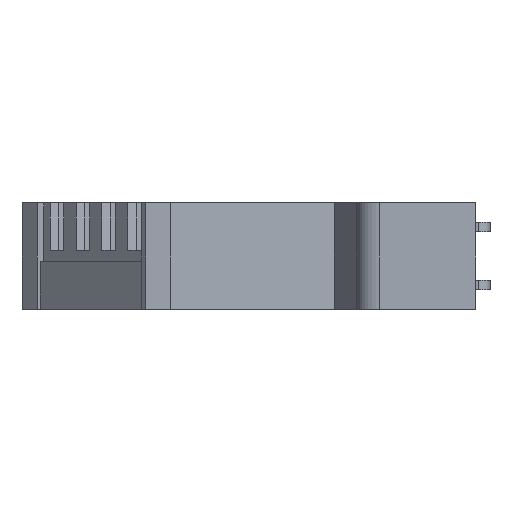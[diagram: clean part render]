
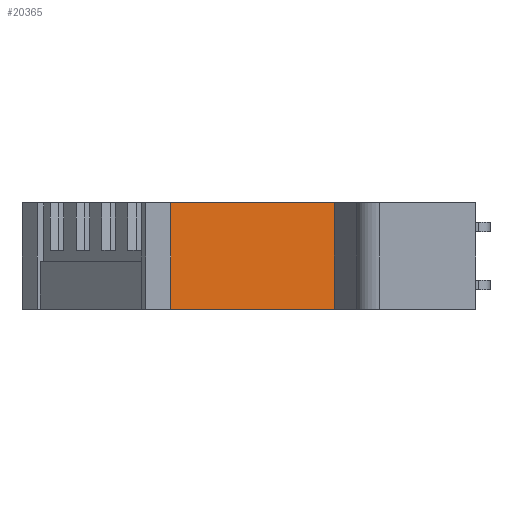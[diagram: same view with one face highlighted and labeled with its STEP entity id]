
A CAD part, left-side view. The second image highlights one B-rep face of the part: STEP entity #20365.
In plain terms, the highlighted planar face has unit normal (-0.994, -0.108, 0).
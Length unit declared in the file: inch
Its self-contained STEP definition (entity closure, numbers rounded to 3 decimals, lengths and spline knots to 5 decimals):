
#1780 = LINE ( 'NONE', #16086, #27341 ) ;
#2228 = VERTEX_POINT ( 'NONE', #28828 ) ;
#2587 = CARTESIAN_POINT ( 'NONE',  ( -0.86614, 0.92126, 0. ) ) ;
#3384 = CARTESIAN_POINT ( 'NONE',  ( -0.80666, 0.37402, 1.73243 ) ) ;
#3597 = VERTEX_POINT ( 'NONE', #2587 ) ;
#4893 = PLANE ( 'NONE',  #24750 ) ;
#5596 = CARTESIAN_POINT ( 'NONE',  ( -0.80666, 0.37402, 0. ) ) ;
#8248 = ORIENTED_EDGE ( 'NONE', *, *, #14364, .T. ) ;
#8325 = DIRECTION ( 'NONE',  ( 0., 0., -1. ) ) ;
#9069 = DIRECTION ( 'NONE',  ( -0.108, 0.994, 0. ) ) ;
#10009 = VERTEX_POINT ( 'NONE', #30319 ) ;
#13188 = VECTOR ( 'NONE', #17965, 39.37008 ) ;
#14364 = EDGE_CURVE ( 'NONE', #10009, #3597, #15888, .T. ) ;
#14702 = DIRECTION ( 'NONE',  ( -0.108, 0.994, 0. ) ) ;
#15497 = CARTESIAN_POINT ( 'NONE',  ( -0.86614, 0.92126, 1.73243 ) ) ;
#15888 = LINE ( 'NONE', #15497, #13188 ) ;
#16086 = CARTESIAN_POINT ( 'NONE',  ( -0.86614, 0.92126, 0.35433 ) ) ;
#16094 = VECTOR ( 'NONE', #27889, 39.37008 ) ;
#16223 = ORIENTED_EDGE ( 'NONE', *, *, #20595, .F. ) ;
#17875 = EDGE_LOOP ( 'NONE', ( #21128, #16223, #24686, #8248 ) ) ;
#17965 = DIRECTION ( 'NONE',  ( 0., 0., -1. ) ) ;
#18360 = EDGE_CURVE ( 'NONE', #2228, #10009, #1780, .T. ) ;
#20365 = ADVANCED_FACE ( 'NONE', ( #25515 ), #4893, .F. ) ;
#20595 = EDGE_CURVE ( 'NONE', #2228, #24534, #31664, .T. ) ;
#21128 = ORIENTED_EDGE ( 'NONE', *, *, #30421, .F. ) ;
#24534 = VERTEX_POINT ( 'NONE', #27742 ) ;
#24686 = ORIENTED_EDGE ( 'NONE', *, *, #18360, .T. ) ;
#24750 = AXIS2_PLACEMENT_3D ( 'NONE', #29556, #29774, #14702 ) ;
#24998 = LINE ( 'NONE', #5596, #16094 ) ;
#25047 = VECTOR ( 'NONE', #8325, 39.37008 ) ;
#25515 = FACE_OUTER_BOUND ( 'NONE', #17875, .T. ) ;
#27341 = VECTOR ( 'NONE', #9069, 39.37008 ) ;
#27742 = CARTESIAN_POINT ( 'NONE',  ( -0.80666, 0.37402, 0. ) ) ;
#27889 = DIRECTION ( 'NONE',  ( -0.108, 0.994, 0. ) ) ;
#28828 = CARTESIAN_POINT ( 'NONE',  ( -0.80666, 0.37402, 0.35433 ) ) ;
#29556 = CARTESIAN_POINT ( 'NONE',  ( -0.86614, 0.92126, 1.73243 ) ) ;
#29774 = DIRECTION ( 'NONE',  ( 0.994, 0.108, 0. ) ) ;
#30319 = CARTESIAN_POINT ( 'NONE',  ( -0.86614, 0.92126, 0.35433 ) ) ;
#30421 = EDGE_CURVE ( 'NONE', #24534, #3597, #24998, .T. ) ;
#31664 = LINE ( 'NONE', #3384, #25047 ) ;
